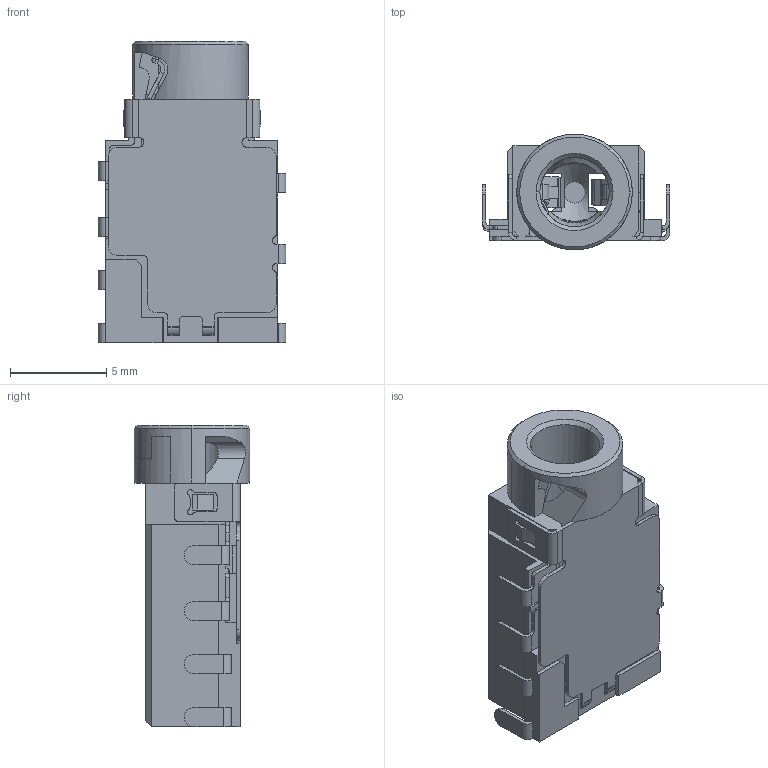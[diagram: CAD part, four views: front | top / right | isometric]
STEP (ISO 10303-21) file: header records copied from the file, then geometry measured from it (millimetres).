
FILE_DESCRIPTION((''),'2;1');
FILE_NAME('2SJ3080-000111F','2017-04-08T',('Julia-Zhang'),(''),'PRO/ENGINEER BY PARAMETRIC TECHNOLOGY CORPORATION, 2010160','PRO/ENGINEER BY PARAMETRIC TECHNOLOGY CORPORATION, 2010160','');
FILE_SCHEMA(('CONFIG_CONTROL_DESIGN'));
Length unit declared in the file: millimetre
Products named in the file (1): 2SJ3080-000111F
Bounding box: 9.75 x 6 x 15.65 mm (x, y, z)
Volume: 385.9 mm3; surface area: 830.3 mm2
Topology: 1 solids, 2 shells, 498 faces, 1423 edges, 922 vertices
Faces by surface type: plane 331, cylinder 139, cone 13, torus 6, bspline 5, sphere 4
Entity records: 16742 total; most frequent: CARTESIAN_POINT 3621, ORIENTED_EDGE 2838, DIRECTION 2645, EDGE_CURVE 1419, VECTOR 963, LINE 963, VERTEX_POINT 922, AXIS2_PLACEMENT_3D 841
